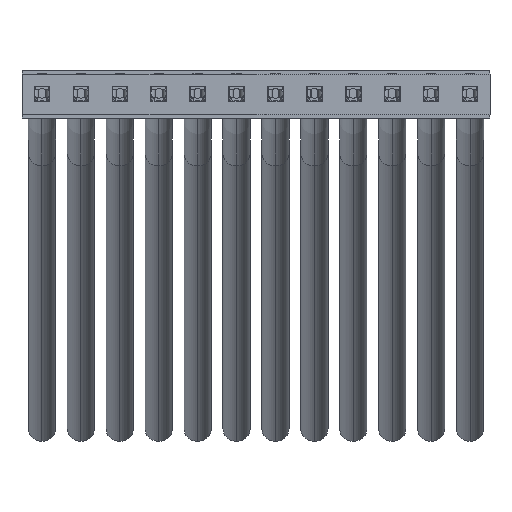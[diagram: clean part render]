
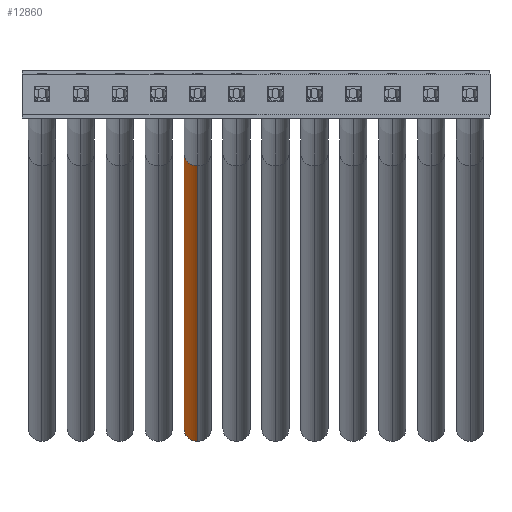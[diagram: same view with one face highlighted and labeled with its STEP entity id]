
A CAD part, top view. The second image highlights one B-rep face of the part: STEP entity #12860.
In plain terms, the highlighted cylindrical face has radius 0.7 mm (diameter 1.4 mm), a partial arc.
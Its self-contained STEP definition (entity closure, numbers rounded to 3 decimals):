
#575 = CIRCLE ( 'NONE', #3284, 0.7 ) ;
#990 = EDGE_CURVE ( 'NONE', #2531, #6120, #575, .T. ) ;
#1259 = CARTESIAN_POINT ( 'NONE',  ( 0., -2.358, -38.524 ) ) ;
#1511 = EDGE_CURVE ( 'NONE', #1892, #2531, #6430, .T. ) ;
#1783 = CYLINDRICAL_SURFACE ( 'NONE', #2077, 0.7 ) ;
#1892 = VERTEX_POINT ( 'NONE', #1259 ) ;
#2077 = AXIS2_PLACEMENT_3D ( 'NONE', #11683, #9491, #3963 ) ;
#2500 = LINE ( 'NONE', #6833, #12512 ) ;
#2531 = VERTEX_POINT ( 'NONE', #6450 ) ;
#2999 = ORIENTED_EDGE ( 'NONE', *, *, #990, .T. ) ;
#3284 = AXIS2_PLACEMENT_3D ( 'NONE', #12912, #9654, #14003 ) ;
#3963 = DIRECTION ( 'NONE',  ( 0., 0.94, -0.342 ) ) ;
#5038 = FACE_OUTER_BOUND ( 'NONE', #7357, .T. ) ;
#5161 = VERTEX_POINT ( 'NONE', #6321 ) ;
#5258 = EDGE_CURVE ( 'NONE', #5161, #6120, #2500, .T. ) ;
#5601 = CARTESIAN_POINT ( 'NONE',  ( 0., -17.759, -76.745 ) ) ;
#5957 = EDGE_CURVE ( 'NONE', #1892, #5161, #5959, .T. ) ;
#5959 = CIRCLE ( 'NONE', #13436, 0.7 ) ;
#6120 = VERTEX_POINT ( 'NONE', #5601 ) ;
#6321 = CARTESIAN_POINT ( 'NONE',  ( 0., -3.673, -38.045 ) ) ;
#6322 = ORIENTED_EDGE ( 'NONE', *, *, #5957, .F. ) ;
#6430 = LINE ( 'NONE', #13749, #12134 ) ;
#6450 = CARTESIAN_POINT ( 'NONE',  ( 0., -16.443, -77.224 ) ) ;
#6833 = CARTESIAN_POINT ( 'NONE',  ( 0., -3.673, -38.045 ) ) ;
#7103 = DIRECTION ( 'NONE',  ( 0., 0.342, 0.94 ) ) ;
#7357 = EDGE_LOOP ( 'NONE', ( #9921, #6322, #12147, #2999 ) ) ;
#8416 = DIRECTION ( 'NONE',  ( 0., -0.342, -0.94 ) ) ;
#9491 = DIRECTION ( 'NONE',  ( 0., -0.342, -0.94 ) ) ;
#9654 = DIRECTION ( 'NONE',  ( 0., 0.342, 0.94 ) ) ;
#9921 = ORIENTED_EDGE ( 'NONE', *, *, #5258, .F. ) ;
#10357 = DIRECTION ( 'NONE',  ( 1., 0., 0. ) ) ;
#10413 = CARTESIAN_POINT ( 'NONE',  ( 0., -3.015, -38.285 ) ) ;
#11683 = CARTESIAN_POINT ( 'NONE',  ( 0., -3.015, -38.285 ) ) ;
#12134 = VECTOR ( 'NONE', #8416, 1000. ) ;
#12147 = ORIENTED_EDGE ( 'NONE', *, *, #1511, .T. ) ;
#12512 = VECTOR ( 'NONE', #13285, 1000. ) ;
#12860 = ADVANCED_FACE ( 'NONE', ( #5038 ), #1783, .T. ) ;
#12912 = CARTESIAN_POINT ( 'NONE',  ( 0., -17.101, -76.985 ) ) ;
#13285 = DIRECTION ( 'NONE',  ( 0., -0.342, -0.94 ) ) ;
#13436 = AXIS2_PLACEMENT_3D ( 'NONE', #10413, #7103, #10357 ) ;
#13749 = CARTESIAN_POINT ( 'NONE',  ( 0., -2.358, -38.524 ) ) ;
#14003 = DIRECTION ( 'NONE',  ( 1., 0., 0. ) ) ;
